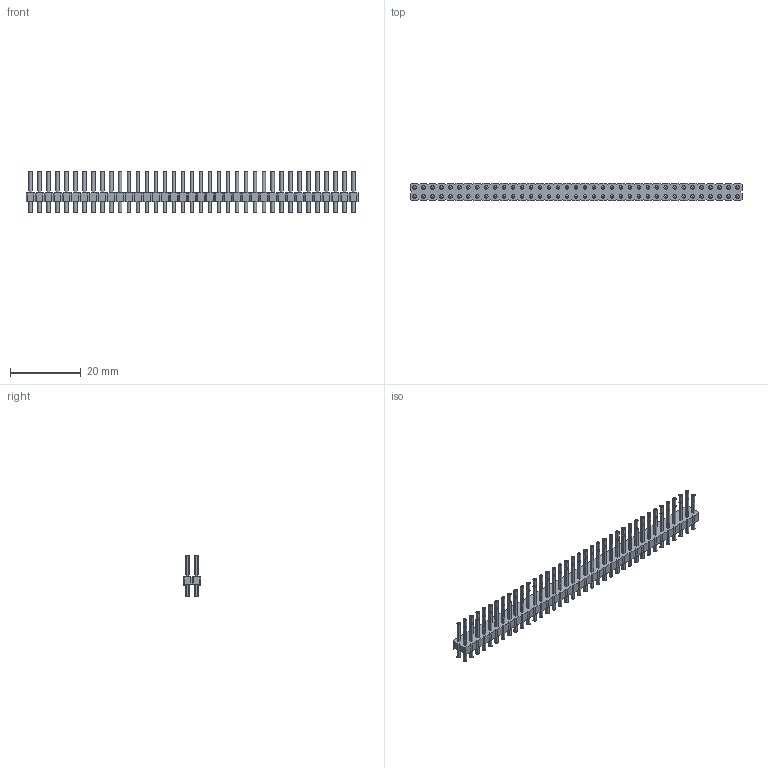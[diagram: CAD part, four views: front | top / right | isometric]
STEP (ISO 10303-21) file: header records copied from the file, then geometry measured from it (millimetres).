
FILE_DESCRIPTION(/* description */ ('-'),/* implementation_level */ '2;1');
FILE_NAME(/* name */ 'Stiftleiste, RM 2,54 mm - 6-3 mm, gerade - 2 x 37 - schwarz',/* time_stamp */ '2022-04-18T17:30:24+02:00',/* author */ ('c.wilms'),/* organization */ ('-'),/* preprocessor_version */ 'ST-DEVELOPER v16.7',/* originating_system */ 'Solid Edge',/* authorisation */ 'Unknown');
FILE_SCHEMA (('AUTOMOTIVE_DESIGN {1 0 10303 214 3 1 1}'));
Length unit declared in the file: millimetre
Products named in the file (3): Stiftleiste, RM 2,54 mm - 6-3 mm, gerade - 2 x 37 - schwarz; Stiftleiste, RM 2,54 mm - Stift -  6-3 mm, gerade; Stiftleiste, RM 2,54 mm - Träger - 2 x 37 - schwarz
Assembly tree (75 placements, depth 2):
  Stiftleiste, RM 2,54 mm - 6-3 mm, gerade - 2 x 37 - schwarz
    Stiftleiste, RM 2,54 mm - Stift -  6-3 mm, gerade  x74
    Stiftleiste, RM 2,54 mm - Träger - 2 x 37 - schwarz
Bounding box: 93.98 x 5.08 x 11.54 mm (x, y, z)
Volume: 1292.2 mm3; surface area: 6682 mm2
Topology: 75 solids, 149 shells, 2234 faces, 6252 edges, 4168 vertices
Faces by surface type: plane 1568, cylinder 666
Full cylindrical faces by diameter (mm): 1 x74
Entity records: 29434 total; most frequent: CARTESIAN_POINT 5137, ORIENTED_EDGE 5054, DIRECTION 4984, EDGE_CURVE 2528, LINE 1918, VECTOR 1918, VERTEX_POINT 1686, AXIS2_PLACEMENT_3D 1533
